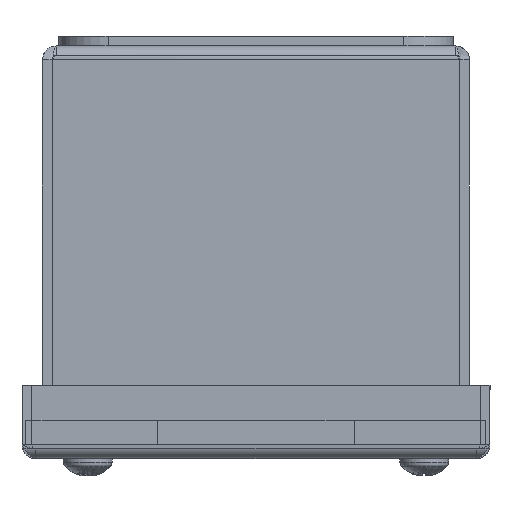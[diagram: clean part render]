
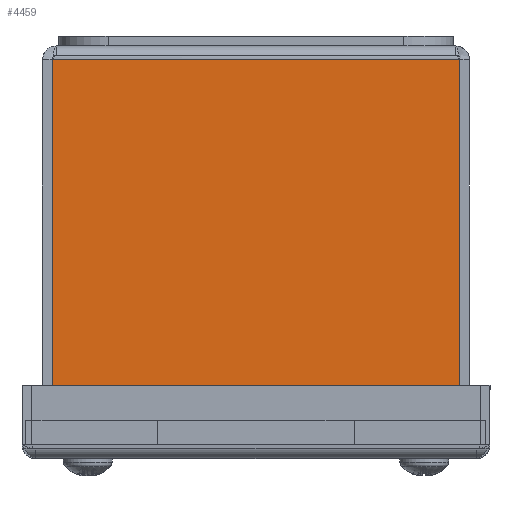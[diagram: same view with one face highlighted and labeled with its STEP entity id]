
A CAD part, front view. The second image highlights one B-rep face of the part: STEP entity #4459.
In plain terms, the highlighted planar face has unit normal (0, -1, 0).
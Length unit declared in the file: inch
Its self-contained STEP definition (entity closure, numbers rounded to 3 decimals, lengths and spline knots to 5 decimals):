
#895=FACE_OUTER_BOUND('',#1190,.T.);
#1190=EDGE_LOOP('',(#3749,#3750,#3751,#3752));
#1581=LINE('',#7334,#1942);
#1589=LINE('',#7355,#1950);
#1590=LINE('',#7357,#1951);
#1591=LINE('',#7358,#1952);
#1942=VECTOR('',#5728,3.10059);
#1950=VECTOR('',#5756,2.5995);
#1951=VECTOR('',#5757,3.10059);
#1952=VECTOR('',#5758,2.5995);
#2313=VERTEX_POINT('',#7331);
#2314=VERTEX_POINT('',#7333);
#2317=VERTEX_POINT('',#7354);
#2318=VERTEX_POINT('',#7356);
#2800=EDGE_CURVE('',#2314,#2313,#1581,.T.);
#2811=EDGE_CURVE('',#2317,#2313,#1589,.T.);
#2812=EDGE_CURVE('',#2317,#2318,#1590,.T.);
#2813=EDGE_CURVE('',#2314,#2318,#1591,.T.);
#3749=ORIENTED_EDGE('',*,*,#2800,.T.);
#3750=ORIENTED_EDGE('',*,*,#2811,.F.);
#3751=ORIENTED_EDGE('',*,*,#2812,.T.);
#3752=ORIENTED_EDGE('',*,*,#2813,.F.);
#4252=PLANE('',#4830);
#4459=ADVANCED_FACE('',(#895),#4252,.F.);
#4830=AXIS2_PLACEMENT_3D('',#7353,#5754,#5755);
#5728=DIRECTION('',(-1.,0.,0.));
#5754=DIRECTION('center_axis',(0.,1.,0.));
#5755=DIRECTION('ref_axis',(1.,0.,0.));
#5756=DIRECTION('',(0.,0.,1.));
#5757=DIRECTION('',(1.,0.,0.));
#5758=DIRECTION('',(0.,0.,-1.));
#7331=CARTESIAN_POINT('',(0.07471,0.,2.70475));
#7333=CARTESIAN_POINT('',(3.17529,0.,2.70475));
#7334=CARTESIAN_POINT('',(2.40015,0.,2.70475));
#7353=CARTESIAN_POINT('Origin',(1.625,0.,1.37666));
#7354=CARTESIAN_POINT('',(0.07471,0.,0.10525));
#7355=CARTESIAN_POINT('',(0.07471,0.,0.10525));
#7356=CARTESIAN_POINT('',(3.17529,0.,0.10525));
#7357=CARTESIAN_POINT('',(1.625,0.,0.10525));
#7358=CARTESIAN_POINT('',(3.17529,0.,0.10525));
